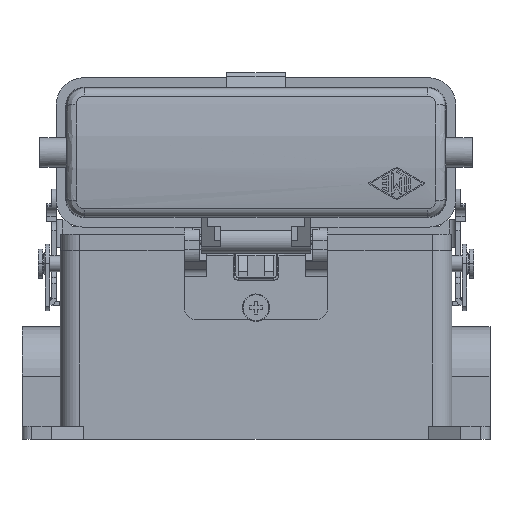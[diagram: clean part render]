
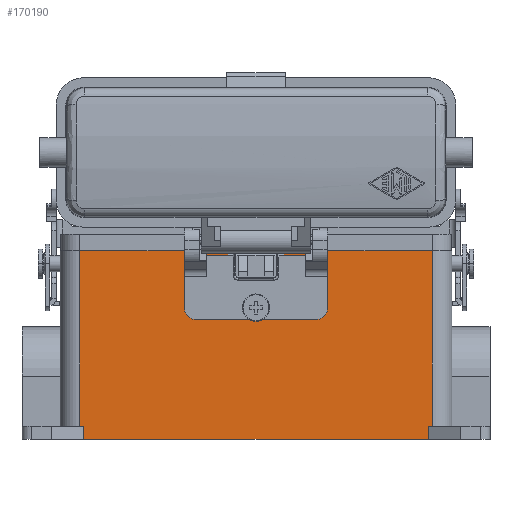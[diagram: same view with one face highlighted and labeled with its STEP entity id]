
A CAD part, left-side view. The second image highlights one B-rep face of the part: STEP entity #170190.
In plain terms, the highlighted face is planar.
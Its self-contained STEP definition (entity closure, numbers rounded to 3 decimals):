
#1180=CARTESIAN_POINT('',(21.9,22.25,2.4));
#1190=VERTEX_POINT('',#1180);
#1220=CARTESIAN_POINT('',(0.,22.25,2.4));
#1230=DIRECTION('',(-1.,0.,0.));
#1240=VECTOR('',#1230,1.);
#1250=LINE('',#1220,#1240);
#1260=CARTESIAN_POINT('',(8.5,22.25,2.4));
#1270=VERTEX_POINT('',#1260);
#1280=EDGE_CURVE('',#1190,#1270,#1250,.T.);
#30820=CARTESIAN_POINT('',(21.9,22.25,-14.1));
#30830=VERTEX_POINT('',#30820);
#30990=CARTESIAN_POINT('',(18.9,22.25,-17.1));
#31000=VERTEX_POINT('',#30990);
#31030=CARTESIAN_POINT('',(18.9,22.25,-14.1));
#31040=DIRECTION('',(0.,1.,0.));
#31050=DIRECTION('',(1.,0.,0.));
#31060=AXIS2_PLACEMENT_3D('',#31030,#31040,#31050);
#31070=CIRCLE('',#31060,3.);
#31080=EDGE_CURVE('',#30830,#31000,#31070,.T.);
#38250=CARTESIAN_POINT('',(-8.5,22.25,4.));
#38260=VERTEX_POINT('',#38250);
#38290=CARTESIAN_POINT('',(-8.5,22.25,0.));
#38300=DIRECTION('',(0.,0.,-1.));
#38310=VECTOR('',#38300,1.);
#38320=LINE('',#38290,#38310);
#38330=CARTESIAN_POINT('',(-8.5,22.25,2.4));
#38340=VERTEX_POINT('',#38330);
#38350=EDGE_CURVE('',#38260,#38340,#38320,.T.);
#45260=CARTESIAN_POINT('',(-21.9,22.25,2.4));
#45270=VERTEX_POINT('',#45260);
#45440=CARTESIAN_POINT('',(0.,22.25,2.4));
#45450=DIRECTION('',(-1.,0.,0.));
#45460=VECTOR('',#45450,1.);
#45470=LINE('',#45440,#45460);
#45480=EDGE_CURVE('',#38340,#45270,#45470,.T.);
#67040=CARTESIAN_POINT('',(21.9,22.25,0.));
#67050=DIRECTION('',(0.,0.,1.));
#67060=VECTOR('',#67050,1.);
#67070=LINE('',#67040,#67060);
#67080=EDGE_CURVE('',#30830,#1190,#67070,.T.);
#76600=CARTESIAN_POINT('',(-18.9,22.25,-17.1));
#76610=VERTEX_POINT('',#76600);
#76640=CARTESIAN_POINT('',(0.,22.25,-17.1));
#76650=DIRECTION('',(1.,0.,0.));
#76660=VECTOR('',#76650,1.);
#76670=LINE('',#76640,#76660);
#76680=EDGE_CURVE('',#76610,#31000,#76670,.T.);
#120560=CARTESIAN_POINT('',(-21.9,22.25,-14.1));
#120570=VERTEX_POINT('',#120560);
#120600=CARTESIAN_POINT('',(-18.9,22.25,-14.1));
#120610=DIRECTION('',(0.,-1.,0.));
#120620=DIRECTION('',(-1.,0.,0.));
#120630=AXIS2_PLACEMENT_3D('',#120600,#120610,#120620);
#120640=CIRCLE('',#120630,3.);
#120650=EDGE_CURVE('',#120570,#76610,#120640,.T.);
#143030=CARTESIAN_POINT('',(53.,22.25,-54.));
#143040=VERTEX_POINT('',#143030);
#143070=CARTESIAN_POINT('',(-53.,22.25,-54.));
#143080=DIRECTION('',(1.,0.,0.));
#143090=VECTOR('',#143080,106.);
#143100=LINE('',#143070,#143090);
#143110=CARTESIAN_POINT('',(-53.,22.25,-54.));
#143120=VERTEX_POINT('',#143110);
#143130=EDGE_CURVE('',#143120,#143040,#143100,.T.);
#148980=CARTESIAN_POINT('',(54.25,22.25,-50.));
#148990=VERTEX_POINT('',#148980);
#149020=CARTESIAN_POINT('',(53.,22.25,-50.));
#149030=DIRECTION('',(1.,0.,0.));
#149040=VECTOR('',#149030,1.25);
#149050=LINE('',#149020,#149040);
#149060=CARTESIAN_POINT('',(53.,22.25,-50.));
#149070=VERTEX_POINT('',#149060);
#149080=EDGE_CURVE('',#149070,#148990,#149050,.T.);
#149710=CARTESIAN_POINT('',(54.25,22.25,4.));
#149720=VERTEX_POINT('',#149710);
#149750=CARTESIAN_POINT('',(54.25,22.25,-50.));
#149760=DIRECTION('',(0.,0.,1.));
#149770=VECTOR('',#149760,55.);
#149780=LINE('',#149750,#149770);
#149790=EDGE_CURVE('',#148990,#149720,#149780,.T.);
#150130=CARTESIAN_POINT('',(-54.25,22.25,4.));
#150140=VERTEX_POINT('',#150130);
#150170=CARTESIAN_POINT('',(-54.25,22.25,4.));
#150180=DIRECTION('',(1.,0.,0.));
#150190=VECTOR('',#150180,108.5);
#150200=LINE('',#150170,#150190);
#150210=EDGE_CURVE('',#150140,#38260,#150200,.T.);
#151000=CARTESIAN_POINT('',(8.5,22.25,4.));
#151010=VERTEX_POINT('',#151000);
#151040=EDGE_CURVE('',#151010,#149720,#150200,.T.);
#169470=CARTESIAN_POINT('',(-54.25,22.25,-50.));
#169480=DIRECTION('',(0.,0.,1.));
#169490=VECTOR('',#169480,55.);
#169500=LINE('',#169470,#169490);
#169510=CARTESIAN_POINT('',(-54.25,22.25,-50.));
#169520=VERTEX_POINT('',#169510);
#169530=EDGE_CURVE('',#169520,#150140,#169500,.T.);
#169670=CARTESIAN_POINT('',(-53.,22.25,-54.));
#169680=DIRECTION('',(0.,1.,0.));
#169690=DIRECTION('',(0.,0.,1.));
#169700=AXIS2_PLACEMENT_3D('',#169670,#169680,#169690);
#169710=PLANE('',#169700);
#169720=ORIENTED_EDGE('',*,*,#149080,.F.);
#169730=ORIENTED_EDGE('',*,*,#149790,.F.);
#169740=ORIENTED_EDGE('',*,*,#151040,.T.);
#169750=CARTESIAN_POINT('',(8.5,22.25,0.));
#169760=DIRECTION('',(0.,0.,-1.));
#169770=VECTOR('',#169760,1.);
#169780=LINE('',#169750,#169770);
#169790=EDGE_CURVE('',#151010,#1270,#169780,.T.);
#169800=ORIENTED_EDGE('',*,*,#169790,.F.);
#169810=ORIENTED_EDGE('',*,*,#1280,.T.);
#169820=ORIENTED_EDGE('',*,*,#67080,.T.);
#169830=ORIENTED_EDGE('',*,*,#31080,.F.);
#169840=ORIENTED_EDGE('',*,*,#76680,.T.);
#169850=ORIENTED_EDGE('',*,*,#120650,.T.);
#169860=CARTESIAN_POINT('',(-21.9,22.25,0.));
#169870=DIRECTION('',(0.,0.,1.));
#169880=VECTOR('',#169870,1.);
#169890=LINE('',#169860,#169880);
#169900=EDGE_CURVE('',#120570,#45270,#169890,.T.);
#169910=ORIENTED_EDGE('',*,*,#169900,.F.);
#169920=ORIENTED_EDGE('',*,*,#45480,.T.);
#169930=ORIENTED_EDGE('',*,*,#38350,.T.);
#169940=ORIENTED_EDGE('',*,*,#150210,.T.);
#169950=ORIENTED_EDGE('',*,*,#169530,.T.);
#169960=CARTESIAN_POINT('',(-54.25,22.25,-50.));
#169970=DIRECTION('',(1.,0.,0.));
#169980=VECTOR('',#169970,1.25);
#169990=LINE('',#169960,#169980);
#170000=CARTESIAN_POINT('',(-53.,22.25,-50.));
#170010=VERTEX_POINT('',#170000);
#170020=EDGE_CURVE('',#169520,#170010,#169990,.T.);
#170030=ORIENTED_EDGE('',*,*,#170020,.F.);
#170040=CARTESIAN_POINT('',(-53.,22.25,-54.));
#170050=DIRECTION('',(0.,0.,1.));
#170060=VECTOR('',#170050,4.);
#170070=LINE('',#170040,#170060);
#170080=EDGE_CURVE('',#143120,#170010,#170070,.T.);
#170090=ORIENTED_EDGE('',*,*,#170080,.T.);
#170100=ORIENTED_EDGE('',*,*,#143130,.F.);
#170110=CARTESIAN_POINT('',(53.,22.25,-54.));
#170120=DIRECTION('',(0.,0.,1.));
#170130=VECTOR('',#170120,4.);
#170140=LINE('',#170110,#170130);
#170150=EDGE_CURVE('',#143040,#149070,#170140,.T.);
#170160=ORIENTED_EDGE('',*,*,#170150,.F.);
#170170=EDGE_LOOP('',(#170160,#170100,#170090,#170030,#169950,#169940,
#169930,#169920,#169910,#169850,#169840,#169830,#169820,#169810,#169800,
#169740,#169730,#169720));
#170180=FACE_OUTER_BOUND('',#170170,.T.);
#170190=ADVANCED_FACE('',(#170180),#169710,.T.);
